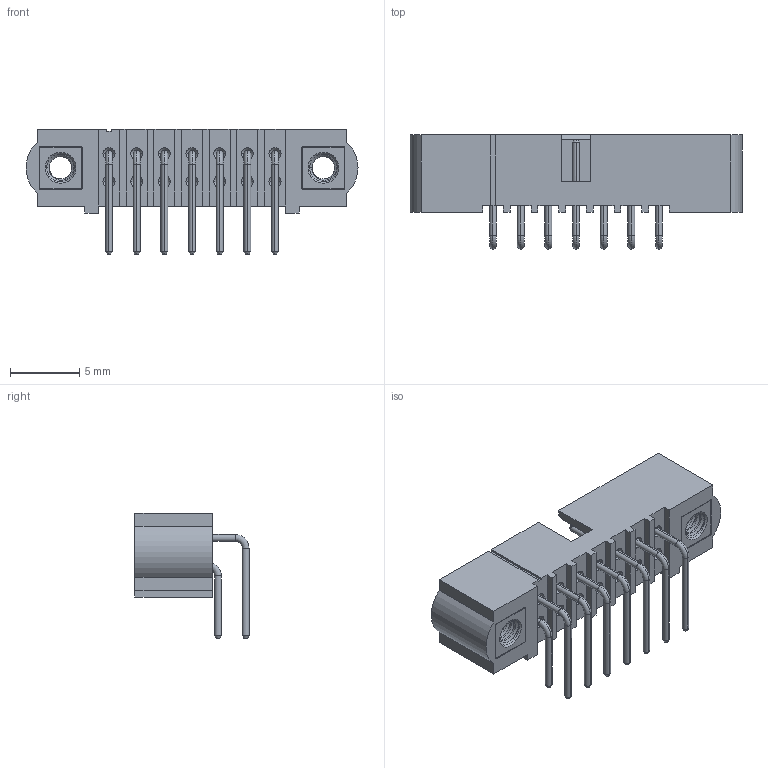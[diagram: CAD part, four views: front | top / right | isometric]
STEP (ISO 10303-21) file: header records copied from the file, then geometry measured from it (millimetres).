
FILE_DESCRIPTION((''),'2;1');
FILE_NAME('M80-5302022_ASM','2013-03-22T',('wbourne'),(''),'PRO/ENGINEER BY PARAMETRIC TECHNOLOGY CORPORATION, 2012230','PRO/ENGINEER BY PARAMETRIC TECHNOLOGY CORPORATION, 2012230','');
FILE_SCHEMA(('CONFIG_CONTROL_DESIGN'));
Length unit declared in the file: millimetre
Products named in the file (5): M80-2702098_SEPARATE_ROWS; M80-530XX22_SHORT_PIN; M80-530XX22_LONG_PIN; M80-210; M80-5302022_ASM
Assembly tree (17 placements, depth 2):
  M80-5302022_ASM
    M80-2702098_SEPARATE_ROWS
    M80-530XX22_SHORT_PIN  x7
    M80-530XX22_LONG_PIN  x7
    M80-210  x2
Bounding box: 24 x 8.25 x 9.05 mm (x, y, z)
Volume: 462.1 mm3; surface area: 1367.4 mm2
Topology: 17 solids, 19 shells, 639 faces, 1477 edges, 894 vertices
Faces by surface type: plane 249, cylinder 182, cone 100, bspline 80, torus 28
Entity records: 13678 total; most frequent: CARTESIAN_POINT 5044, DIRECTION 1299, ORIENTED_EDGE 1298, PRESENTATION_STYLE_ASSIGNMENT 674, STYLED_ITEM 656, CURVE_STYLE 651, EDGE_CURVE 651, AXIS2_PLACEMENT_3D 470
